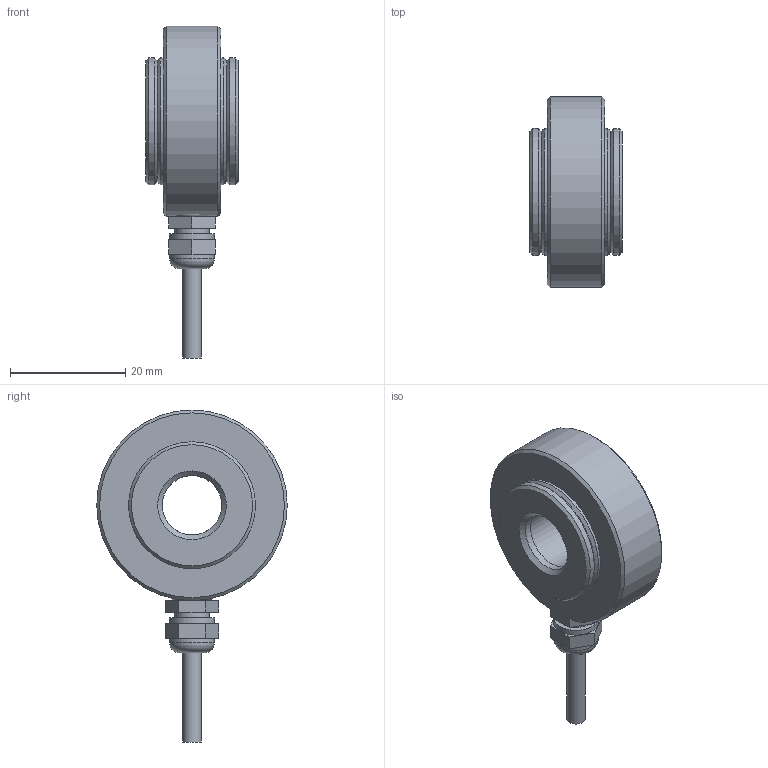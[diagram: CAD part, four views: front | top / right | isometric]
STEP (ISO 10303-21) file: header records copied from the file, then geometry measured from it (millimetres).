
FILE_DESCRIPTION( ( 'Unknown' ), '1' );
FILE_NAME( 'K181-60kN.stp', 'Unknown', ( 'Unknown' ), ( 'Unknown' ), 'PSStep 17.0.49', 'Unknown', ' ' );
FILE_SCHEMA( ( 'AUTOMOTIVE_DESIGN { 1 0 10303 214 1 1 1 1 }' ) );
Length unit declared in the file: millimetre
Products named in the file (5): Assem1; 2774-005_DOC-00076263; kv m6x1_doc-00040935; 1_DOC-00076060; 2774-019_DOC-00076351
Assembly tree (5 placements, depth 2):
  Assem1
    2774-005_DOC-00076263
    kv m6x1_doc-00040935
    1_DOC-00076060
    2774-019_DOC-00076351  x2
Bounding box: 16 x 33 x 57.5 mm (x, y, z)
Volume: 9982.2 mm3; surface area: 5242.8 mm2
Topology: 5 solids, 5 shells, 56 faces, 111 edges, 72 vertices
Faces by surface type: plane 29, cylinder 14, cone 11, torus 2
Full cylindrical faces by diameter (mm): 3.2 x2, 6 x2, 7.8 x2, 10.3 x3, 22 x4, 33 x1
Entity records: 1612 total; most frequent: DIRECTION 214, CARTESIAN_POINT 184, ORIENTED_EDGE 140, AXIS2_PLACEMENT_3D 89, EDGE_LOOP 84, EDGE_CURVE 70, FACE_OUTER_BOUND 63, VERTEX_POINT 59
